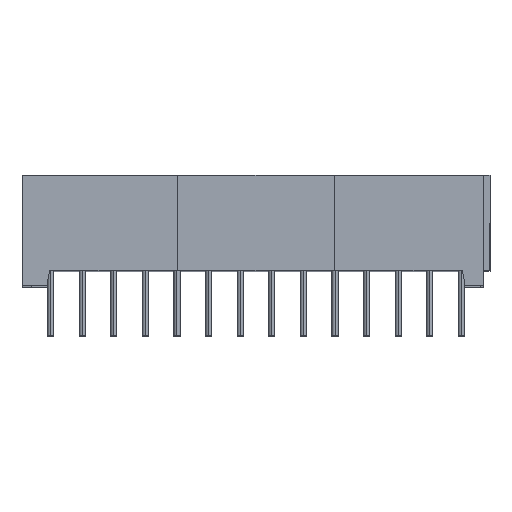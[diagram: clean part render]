
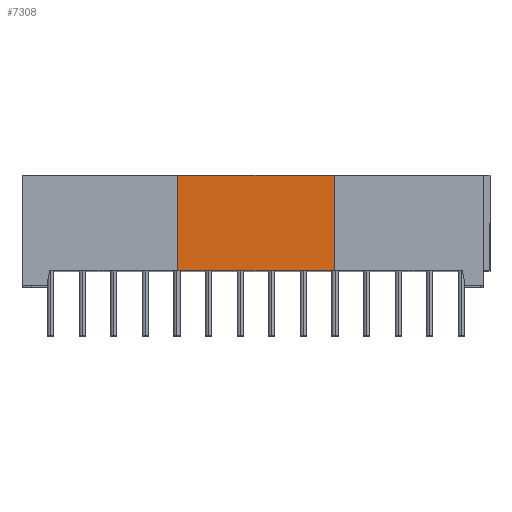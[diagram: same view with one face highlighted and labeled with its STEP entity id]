
A CAD part, top view. The second image highlights one B-rep face of the part: STEP entity #7308.
In plain terms, the highlighted planar face has unit normal (0, 0, 1).
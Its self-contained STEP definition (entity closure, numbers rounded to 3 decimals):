
#1085 = LINE ( 'NONE', #1086, #1570 ) ;
#1086 = CARTESIAN_POINT ( 'NONE',  ( -6.3, 4.45, 29.9 ) ) ;
#1087 = DIRECTION ( 'NONE',  ( 1., 0., 0. ) ) ;
#1570 = VECTOR ( 'NONE', #1087, 1000. ) ;
#2529 = LINE ( 'NONE', #2530, #2929 ) ;
#2530 = CARTESIAN_POINT ( 'NONE',  ( 18.8, -3.2, 29.9 ) ) ;
#2531 = DIRECTION ( 'NONE',  ( 1., 0., 0. ) ) ;
#2929 = VECTOR ( 'NONE', #2531, 1000. ) ;
#3920 = CARTESIAN_POINT ( 'NONE',  ( -6.3, 4.45, 29.9 ) ) ;
#3921 = CARTESIAN_POINT ( 'NONE',  ( 6.3, 4.45, 29.9 ) ) ;
#4865 = CARTESIAN_POINT ( 'NONE',  ( 6.3, -3.2, 29.9 ) ) ;
#4866 = CARTESIAN_POINT ( 'NONE',  ( -6.3, -3.2, 29.9 ) ) ;
#6383 = EDGE_CURVE ( 'NONE', #11823, #10492, #13479, .T. ) ;
#6384 = EDGE_CURVE ( 'NONE', #11824, #10491, #13482, .T. ) ;
#7308 = ADVANCED_FACE ( 'NONE', ( #16190 ), #15673, .T. ) ;
#7586 = EDGE_CURVE ( 'NONE', #10491, #10492, #1085, .T. ) ;
#7802 = EDGE_CURVE ( 'NONE', #11824, #11823, #2529, .T. ) ;
#8360 = VECTOR ( 'NONE', #13481, 1000. ) ;
#8361 = VECTOR ( 'NONE', #13484, 1000. ) ;
#8486 = ORIENTED_EDGE ( 'NONE', *, *, #7586, .F. ) ;
#8487 = ORIENTED_EDGE ( 'NONE', *, *, #7802, .T. ) ;
#8488 = ORIENTED_EDGE ( 'NONE', *, *, #6383, .T. ) ;
#8489 = ORIENTED_EDGE ( 'NONE', *, *, #6384, .F. ) ;
#10491 = VERTEX_POINT ( 'NONE', #3920 ) ;
#10492 = VERTEX_POINT ( 'NONE', #3921 ) ;
#11558 = EDGE_LOOP ( 'NONE', ( #8487, #8488, #8486, #8489 ) ) ;
#11823 = VERTEX_POINT ( 'NONE', #4865 ) ;
#11824 = VERTEX_POINT ( 'NONE', #4866 ) ;
#13479 = LINE ( 'NONE', #13480, #8360 ) ;
#13480 = CARTESIAN_POINT ( 'NONE',  ( 6.3, -8.45, 29.9 ) ) ;
#13481 = DIRECTION ( 'NONE',  ( 0., 1., 0. ) ) ;
#13482 = LINE ( 'NONE', #13483, #8361 ) ;
#13483 = CARTESIAN_POINT ( 'NONE',  ( -6.3, -8.45, 29.9 ) ) ;
#13484 = DIRECTION ( 'NONE',  ( 0., 1., 0. ) ) ;
#15673 = PLANE ( 'NONE',  #16193 ) ;
#15674 = CARTESIAN_POINT ( 'NONE',  ( -6.3, -8.45, 29.9 ) ) ;
#15675 = DIRECTION ( 'NONE',  ( 0., 0., 1. ) ) ;
#15676 = DIRECTION ( 'NONE',  ( 1., 0., 0. ) ) ;
#16190 = FACE_OUTER_BOUND ( 'NONE', #11558, .T. ) ;
#16193 = AXIS2_PLACEMENT_3D ( 'NONE', #15674, #15675, #15676 ) ;
